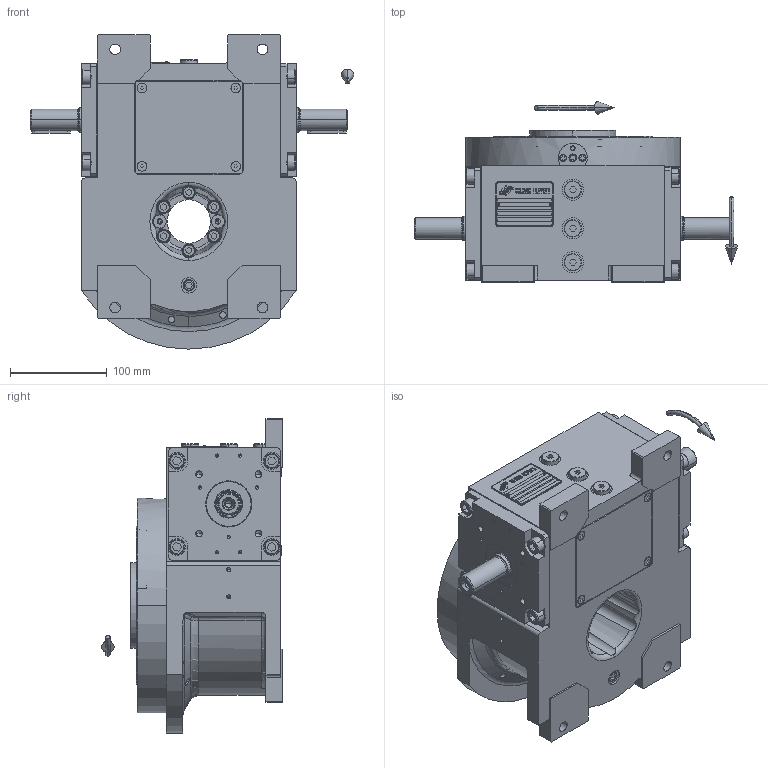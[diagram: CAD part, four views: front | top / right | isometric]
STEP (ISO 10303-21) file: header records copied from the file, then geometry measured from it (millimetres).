
FILE_DESCRIPTION (( 'STEP AP203' ), '1' );
FILE_NAME ('PC5200624.step', '2024-09-16T09:49:07', ( '' ), ( '' ), 'SwSTEP 2.0', 'SolidWorks 2020', '' );
FILE_SCHEMA (( 'CONFIG_CONTROL_DESIGN' ));
Length unit declared in the file: millimetre
Products named in the file (77): cfn2115_02_182; cfn2000_01_103; rig06_004_s_001; cfn2205_01_013; CFN2356_03_047.stp; AS_rig06_004_s_001; RIG06_005_ASM.stp; cfn2077_01_018; rig06_016; cfn2158_01_010; cfn2000_01_124; cfn2003_01_054; CFN2223_01-570X6-B.stp; cfn2128_04_004; AS_rig06_071_8_m; cfn2155_01_056; freccia_angolare_albero; AS_rig06_004; cfn2158_01_011; cfn2115_02_165; CFN2203_02_001.stp; olio_agip_blasia_150; cfn2000_01_126; cfn2104_01_016; AS_cfn2476_01_002_60x46; rig06_003_8; cfn2201_01_040; cfn2107_01_001; cfn2151_01_290; rig06_002_bc_001; rig06_004; rig06_071_08_m_asm.stp; CFN2104_02_017.stp; cfn2128_19_002; cfn2155_01_303; AS_rig06_017; AS_rig06_002_bc_001; cfn2151_01_090; CFN2010_02_002.stp; freccia_angolare ...
Assembly tree (69 placements, depth 5):
  cfn2205_01_013
  CFN2356_03_047.stp
  cfn2077_01_018
  cfn2158_01_010
  CFN2223_01-570X6-B.stp
Bounding box: 334.5 x 187 x 325 mm (x, y, z)
Volume: 2309794.6 mm3; surface area: 754329.6 mm2
Topology: 61 solids, 61 shells, 1993 faces, 4946 edges, 3164 vertices
Faces by surface type: plane 1007, cylinder 636, cone 316, torus 22, bspline 6, sphere 6
Entity records: 67857 total; most frequent: CARTESIAN_POINT 14891, DIRECTION 9461, ORIENTED_EDGE 9118, EDGE_CURVE 4559, AXIS2_PLACEMENT_3D 3258, VERTEX_POINT 2973, VECTOR 2945, LINE 2945
